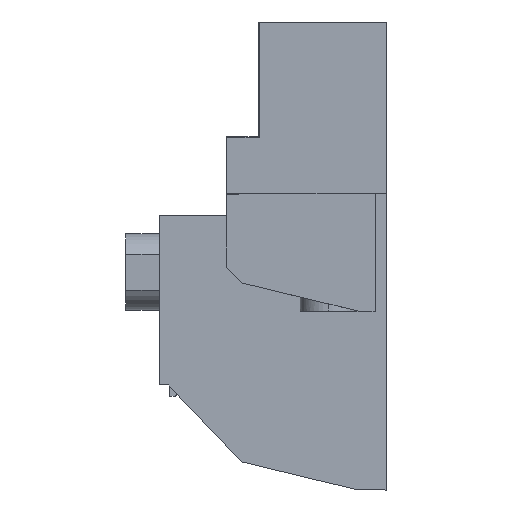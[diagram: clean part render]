
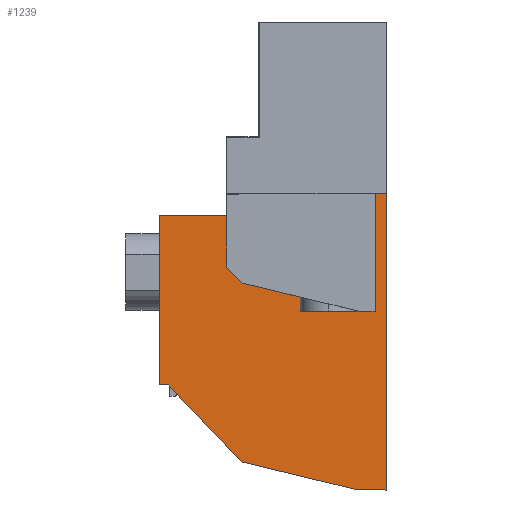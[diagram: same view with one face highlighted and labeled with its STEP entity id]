
A CAD part, left-side view. The second image highlights one B-rep face of the part: STEP entity #1239.
In plain terms, the highlighted planar face has unit normal (-1, 0, 0).
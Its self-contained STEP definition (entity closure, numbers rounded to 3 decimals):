
#1170=AXIS2_PLACEMENT_3D('Plane Axis2P3D',#1167,#1168,#1169) ;
#180=CARTESIAN_POINT('Vertex',(7.62,0.,0.)) ;
#183=CARTESIAN_POINT('Line Origine',(7.62,1.25,0.)) ;
#187=CARTESIAN_POINT('Vertex',(7.62,2.5,0.)) ;
#364=CARTESIAN_POINT('Line Origine',(7.62,7.675,1.25)) ;
#368=CARTESIAN_POINT('Vertex',(7.62,12.85,2.5)) ;
#582=CARTESIAN_POINT('Vertex',(7.62,0.,27.93)) ;
#585=CARTESIAN_POINT('Line Origine',(7.62,0.,13.965)) ;
#1167=CARTESIAN_POINT('Axis2P3D Location',(7.62,0.,41.45)) ;
#1172=CARTESIAN_POINT('Line Origine',(7.62,5.625,27.93)) ;
#1176=CARTESIAN_POINT('Vertex',(7.62,11.25,27.93)) ;
#1179=CARTESIAN_POINT('Line Origine',(7.62,11.25,34.69)) ;
#1183=CARTESIAN_POINT('Vertex',(7.62,11.25,41.45)) ;
#1186=CARTESIAN_POINT('Line Origine',(7.62,11.275,41.45)) ;
#1190=CARTESIAN_POINT('Vertex',(7.62,11.3,41.45)) ;
#1193=CARTESIAN_POINT('Line Origine',(7.62,11.3,32.875)) ;
#1197=CARTESIAN_POINT('Vertex',(7.62,11.3,24.3)) ;
#1200=CARTESIAN_POINT('Line Origine',(7.62,15.7,24.3)) ;
#1204=CARTESIAN_POINT('Vertex',(7.62,20.1,24.3)) ;
#1207=CARTESIAN_POINT('Line Origine',(7.62,20.1,16.8)) ;
#1211=CARTESIAN_POINT('Vertex',(7.62,20.1,9.3)) ;
#1214=CARTESIAN_POINT('Line Origine',(7.62,19.7,9.3)) ;
#1218=CARTESIAN_POINT('Vertex',(7.62,19.3,9.3)) ;
#1221=CARTESIAN_POINT('Line Origine',(7.62,16.075,5.9)) ;
#184=DIRECTION('Vector Direction',(0.,-1.,0.)) ;
#365=DIRECTION('Vector Direction',(0.,-0.972,-0.235)) ;
#586=DIRECTION('Vector Direction',(0.,0.,-1.)) ;
#1168=DIRECTION('Axis2P3D Direction',(1.,0.,0.)) ;
#1169=DIRECTION('Axis2P3D XDirection',(0.,0.,-1.)) ;
#1173=DIRECTION('Vector Direction',(0.,-1.,0.)) ;
#1180=DIRECTION('Vector Direction',(0.,0.,-1.)) ;
#1187=DIRECTION('Vector Direction',(0.,-1.,0.)) ;
#1194=DIRECTION('Vector Direction',(0.,0.,-1.)) ;
#1201=DIRECTION('Vector Direction',(0.,-1.,0.)) ;
#1208=DIRECTION('Vector Direction',(0.,0.,-1.)) ;
#1215=DIRECTION('Vector Direction',(0.,-1.,0.)) ;
#1222=DIRECTION('Vector Direction',(0.,-0.688,-0.726)) ;
#185=VECTOR('Line Direction',#184,1.) ;
#366=VECTOR('Line Direction',#365,1.) ;
#587=VECTOR('Line Direction',#586,1.) ;
#1174=VECTOR('Line Direction',#1173,1.) ;
#1181=VECTOR('Line Direction',#1180,1.) ;
#1188=VECTOR('Line Direction',#1187,1.) ;
#1195=VECTOR('Line Direction',#1194,1.) ;
#1202=VECTOR('Line Direction',#1201,1.) ;
#1209=VECTOR('Line Direction',#1208,1.) ;
#1216=VECTOR('Line Direction',#1215,1.) ;
#1223=VECTOR('Line Direction',#1222,1.) ;
#1227=ORIENTED_EDGE('',*,*,#1178,.F.) ;
#1228=ORIENTED_EDGE('',*,*,#1185,.F.) ;
#1229=ORIENTED_EDGE('',*,*,#1192,.F.) ;
#1230=ORIENTED_EDGE('',*,*,#1199,.T.) ;
#1231=ORIENTED_EDGE('',*,*,#1206,.F.) ;
#1232=ORIENTED_EDGE('',*,*,#1213,.F.) ;
#1233=ORIENTED_EDGE('',*,*,#1220,.F.) ;
#1234=ORIENTED_EDGE('',*,*,#1225,.F.) ;
#1235=ORIENTED_EDGE('',*,*,#370,.F.) ;
#1236=ORIENTED_EDGE('',*,*,#189,.F.) ;
#1237=ORIENTED_EDGE('',*,*,#589,.F.) ;
#1239=ADVANCED_FACE('HOUSING.1',(#1238),#1171,.F.) ;
#189=EDGE_CURVE('',#181,#188,#186,.F.) ;
#370=EDGE_CURVE('',#188,#369,#367,.F.) ;
#589=EDGE_CURVE('',#583,#181,#588,.T.) ;
#1178=EDGE_CURVE('',#1177,#583,#1175,.T.) ;
#1185=EDGE_CURVE('',#1184,#1177,#1182,.T.) ;
#1192=EDGE_CURVE('',#1191,#1184,#1189,.T.) ;
#1199=EDGE_CURVE('',#1191,#1198,#1196,.T.) ;
#1206=EDGE_CURVE('',#1205,#1198,#1203,.T.) ;
#1213=EDGE_CURVE('',#1212,#1205,#1210,.F.) ;
#1220=EDGE_CURVE('',#1219,#1212,#1217,.F.) ;
#1225=EDGE_CURVE('',#369,#1219,#1224,.F.) ;
#1226=EDGE_LOOP('',(#1227,#1228,#1229,#1230,#1231,#1232,#1233,#1234,#1235,#1236,#1237)) ;
#1238=FACE_OUTER_BOUND('',#1226,.T.) ;
#186=LINE('Line',#183,#185) ;
#367=LINE('Line',#364,#366) ;
#588=LINE('Line',#585,#587) ;
#1175=LINE('Line',#1172,#1174) ;
#1182=LINE('Line',#1179,#1181) ;
#1189=LINE('Line',#1186,#1188) ;
#1196=LINE('Line',#1193,#1195) ;
#1203=LINE('Line',#1200,#1202) ;
#1210=LINE('Line',#1207,#1209) ;
#1217=LINE('Line',#1214,#1216) ;
#1224=LINE('Line',#1221,#1223) ;
#1171=PLANE('',#1170) ;
#181=VERTEX_POINT('',#180) ;
#188=VERTEX_POINT('',#187) ;
#369=VERTEX_POINT('',#368) ;
#583=VERTEX_POINT('',#582) ;
#1177=VERTEX_POINT('',#1176) ;
#1184=VERTEX_POINT('',#1183) ;
#1191=VERTEX_POINT('',#1190) ;
#1198=VERTEX_POINT('',#1197) ;
#1205=VERTEX_POINT('',#1204) ;
#1212=VERTEX_POINT('',#1211) ;
#1219=VERTEX_POINT('',#1218) ;
